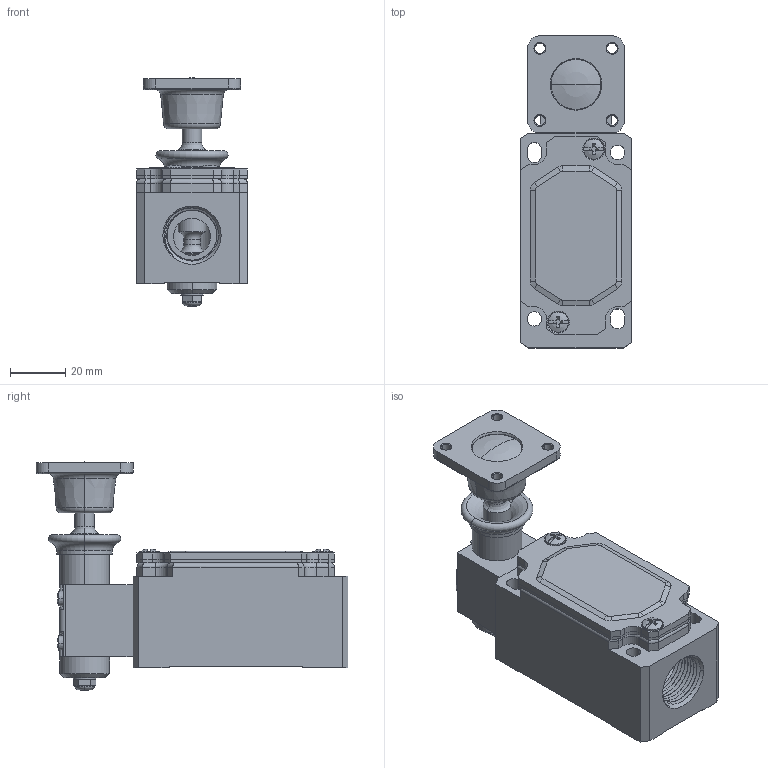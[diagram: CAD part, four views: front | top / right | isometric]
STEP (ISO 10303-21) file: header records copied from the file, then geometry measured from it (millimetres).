
FILE_DESCRIPTION((''),'2;1');
FILE_NAME('215341_ASM','2020-05-05T13:41:13',('PDMAdmin'),('BANNER ENGINEERING'),'CREO PARAMETRIC BY PTC INC, 2019292','CREO PARAMETRIC BY PTC INC, 2019292','');
FILE_SCHEMA(('CONFIG_CONTROL_DESIGN'));
Length unit declared in the file: millimetre
Products named in the file (14): SI-LM40_INTERLOCK_BODY; SI-LM40_INTERLOCK_BODY_GASKET_AF10; SI-LM40_INTERLOCK_BODY_COVER; SI-LM40_INTERLOCK_BODY_SCREW; SI-LM40_TRUMPETER_HEAD; 49478---SI-LM40KVD_ASM; 212885_ASM; 3912001275_1_1; 3912001275_1_2; 3912001275_1_3; 3912001275_1_ASM; 48556---SI-QM-90A_ASM; 212886_ASM; 215341_ASM
Assembly tree (14 placements, depth 5):
  215341_ASM
    212885_ASM
      49478---SI-LM40KVD_ASM
        SI-LM40_INTERLOCK_BODY
        SI-LM40_INTERLOCK_BODY_GASKET_AF10
        SI-LM40_INTERLOCK_BODY_COVER
        SI-LM40_INTERLOCK_BODY_SCREW  x2
        SI-LM40_TRUMPETER_HEAD
    212886_ASM
      48556---SI-QM-90A_ASM
        3912001275_1_ASM
          3912001275_1_1
          3912001275_1_2
          3912001275_1_3
Bounding box: 40 x 112.5 x 82.34 mm (x, y, z)
Volume: 78008.6 mm3; surface area: 54222.7 mm2
Topology: 9 solids, 15 shells, 875 faces, 2192 edges, 1353 vertices
Faces by surface type: plane 451, cylinder 217, cone 112, torus 66, sphere 16, bspline 13
Entity records: 28259 total; most frequent: CARTESIAN_POINT 7374, DIRECTION 4505, ORIENTED_EDGE 4192, EDGE_CURVE 2108, AXIS2_PLACEMENT_3D 1658, VERTEX_POINT 1315, VECTOR 1189, LINE 1189
